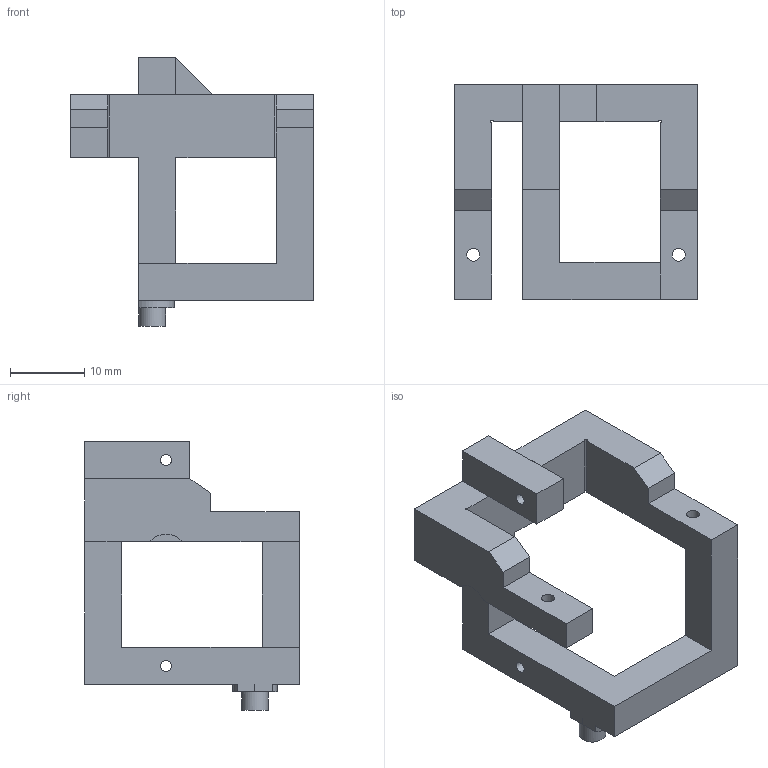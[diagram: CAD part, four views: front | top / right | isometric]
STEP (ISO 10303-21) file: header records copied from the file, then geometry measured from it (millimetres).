
FILE_DESCRIPTION(/* description */ (''),/* implementation_level */ '2;1');
FILE_NAME(/* name */ 'SELF_COXA v4.step',/* time_stamp */ '2023-10-29T17:42:00+01:00',/* author */ (''),/* organization */ (''),/* preprocessor_version */ 'ST-DEVELOPER v20',/* originating_system */ 'Autodesk Translation Framework v12.9.0.99',/* authorisation */ '');
FILE_SCHEMA (('AUTOMOTIVE_DESIGN { 1 0 10303 214 3 1 1 }'));
Length unit declared in the file: millimetre
Products named in the file (1): SELF_COXA
Bounding box: 32.75 x 29 x 36.3 mm (x, y, z)
Volume: 5182 mm3; surface area: 3919 mm2
Topology: 1 solids, 1 shells, 45 faces, 128 edges, 83 vertices
Faces by surface type: plane 36, cylinder 9
Full cylindrical faces by diameter (mm): 1.5 x2, 1.75 x2, 3.6 x1
Entity records: 1498 total; most frequent: CARTESIAN_POINT 257, ORIENTED_EDGE 256, DIRECTION 239, EDGE_CURVE 128, LINE 109, VECTOR 109, VERTEX_POINT 83, AXIS2_PLACEMENT_3D 65
